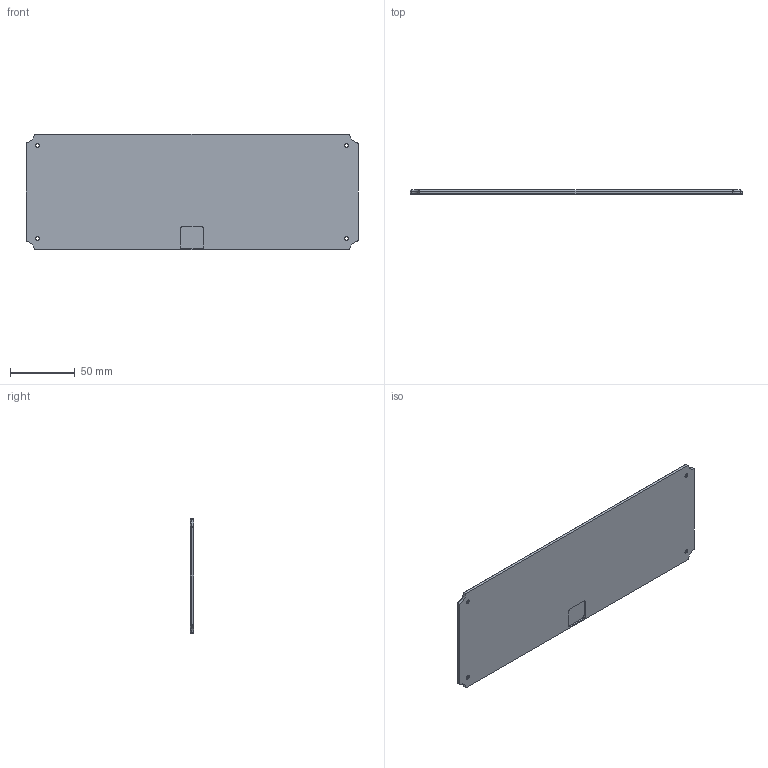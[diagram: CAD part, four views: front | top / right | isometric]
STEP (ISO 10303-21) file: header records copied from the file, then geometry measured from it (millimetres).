
FILE_DESCRIPTION(/* description */ (''),/* implementation_level */ '2;1');
FILE_NAME(/* name */ 'Ripple-Weight.step',/* time_stamp */ '2023-04-17T22:59:12-04:00',/* author */ (''),/* organization */ (''),/* preprocessor_version */ 'ST-DEVELOPER v19.2',/* originating_system */ 'Autodesk Translation Framework v12.4.0.73',/* authorisation */ '');
FILE_SCHEMA (('AUTOMOTIVE_DESIGN { 1 0 10303 214 3 1 1 }'));
Length unit declared in the file: millimetre
Products named in the file (1): (Unsaved)
Bounding box: 257.29 x 3 x 89.56 mm (x, y, z)
Volume: 66469.1 mm3; surface area: 48108.7 mm2
Topology: 1 solids, 1 shells, 128 faces, 329 edges, 206 vertices
Faces by surface type: plane 46, bspline 38, cylinder 28, sphere 8, cone 4, torus 4
Full cylindrical faces by diameter (mm): 3 x4, 6 x4
Entity records: 3975 total; most frequent: CARTESIAN_POINT 1154, ORIENTED_EDGE 650, DIRECTION 499, EDGE_CURVE 325, VERTEX_POINT 206, LINE 181, VECTOR 181, AXIS2_PLACEMENT_3D 159
